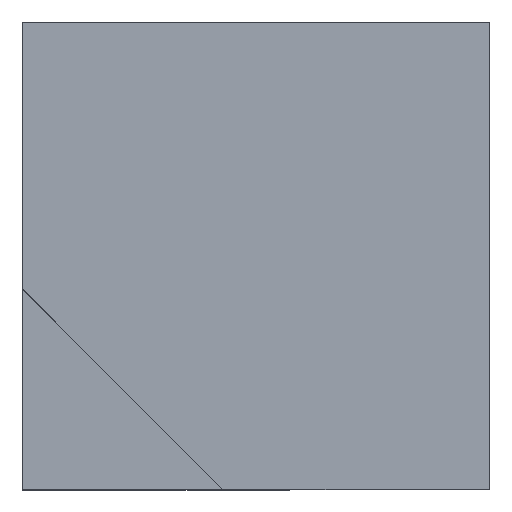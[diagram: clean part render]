
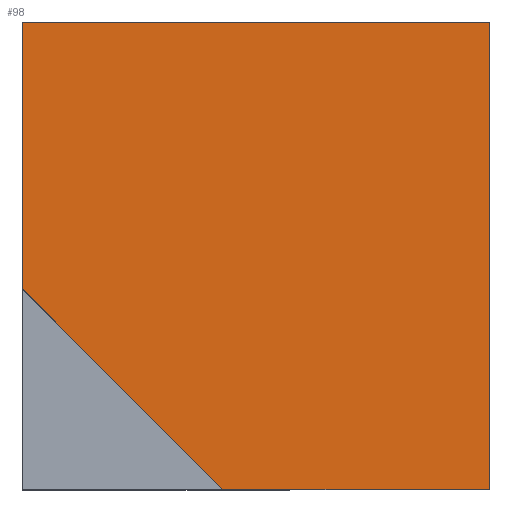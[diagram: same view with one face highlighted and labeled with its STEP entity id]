
A CAD part, top view. The second image highlights one B-rep face of the part: STEP entity #98.
In plain terms, the highlighted planar face has unit normal (0, 0, 1).
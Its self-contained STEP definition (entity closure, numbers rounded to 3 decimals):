
#51=CARTESIAN_POINT('Axis2P3D Location',(0.,0.,350.)) ;
#56=CARTESIAN_POINT('Line Origine',(250.,0.,350.)) ;
#60=CARTESIAN_POINT('Vertex',(150.,0.,350.)) ;
#62=CARTESIAN_POINT('Vertex',(350.,0.,350.)) ;
#65=CARTESIAN_POINT('Line Origine',(350.,175.,350.)) ;
#69=CARTESIAN_POINT('Vertex',(350.,350.,350.)) ;
#72=CARTESIAN_POINT('Line Origine',(175.,350.,350.)) ;
#76=CARTESIAN_POINT('Vertex',(0.,350.,350.)) ;
#79=CARTESIAN_POINT('Line Origine',(0.,250.,350.)) ;
#83=CARTESIAN_POINT('Vertex',(0.,150.,350.)) ;
#86=CARTESIAN_POINT('Line Origine',(75.,75.,350.)) ;
#52=DIRECTION('Axis2P3D Direction',(0.,0.,1.)) ;
#53=DIRECTION('Axis2P3D XDirection',(1.,0.,0.)) ;
#57=DIRECTION('Vector Direction',(1.,0.,0.)) ;
#66=DIRECTION('Vector Direction',(0.,1.,0.)) ;
#73=DIRECTION('Vector Direction',(-1.,0.,0.)) ;
#80=DIRECTION('Vector Direction',(0.,-1.,0.)) ;
#87=DIRECTION('Vector Direction',(0.707,-0.707,0.)) ;
#54=AXIS2_PLACEMENT_3D('Plane Axis2P3D',#51,#52,#53) ;
#92=ORIENTED_EDGE('',*,*,#64,.T.) ;
#93=ORIENTED_EDGE('',*,*,#71,.T.) ;
#94=ORIENTED_EDGE('',*,*,#78,.T.) ;
#95=ORIENTED_EDGE('',*,*,#85,.T.) ;
#96=ORIENTED_EDGE('',*,*,#90,.F.) ;
#58=VECTOR('Line Direction',#57,1.) ;
#67=VECTOR('Line Direction',#66,1.) ;
#74=VECTOR('Line Direction',#73,1.) ;
#81=VECTOR('Line Direction',#80,1.) ;
#88=VECTOR('Line Direction',#87,1.) ;
#98=ADVANCED_FACE('Corps principal',(#97),#55,.T.) ;
#64=EDGE_CURVE('',#61,#63,#59,.T.) ;
#71=EDGE_CURVE('',#63,#70,#68,.T.) ;
#78=EDGE_CURVE('',#70,#77,#75,.T.) ;
#85=EDGE_CURVE('',#77,#84,#82,.T.) ;
#90=EDGE_CURVE('',#61,#84,#89,.F.) ;
#91=EDGE_LOOP('',(#92,#93,#94,#95,#96)) ;
#97=FACE_OUTER_BOUND('',#91,.T.) ;
#59=LINE('Line',#56,#58) ;
#68=LINE('Line',#65,#67) ;
#75=LINE('Line',#72,#74) ;
#82=LINE('Line',#79,#81) ;
#89=LINE('Line',#86,#88) ;
#55=PLANE('',#54) ;
#61=VERTEX_POINT('',#60) ;
#63=VERTEX_POINT('',#62) ;
#70=VERTEX_POINT('',#69) ;
#77=VERTEX_POINT('',#76) ;
#84=VERTEX_POINT('',#83) ;
